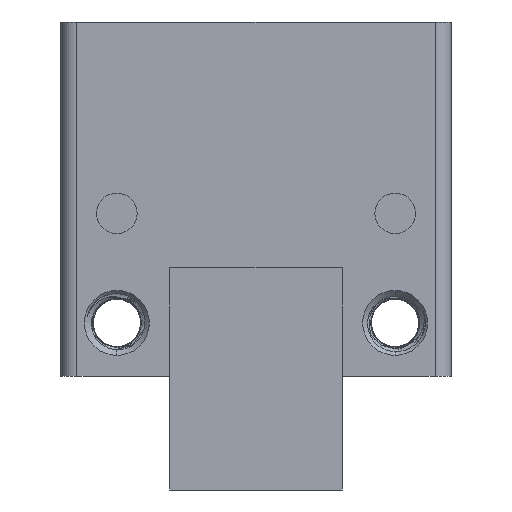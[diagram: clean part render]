
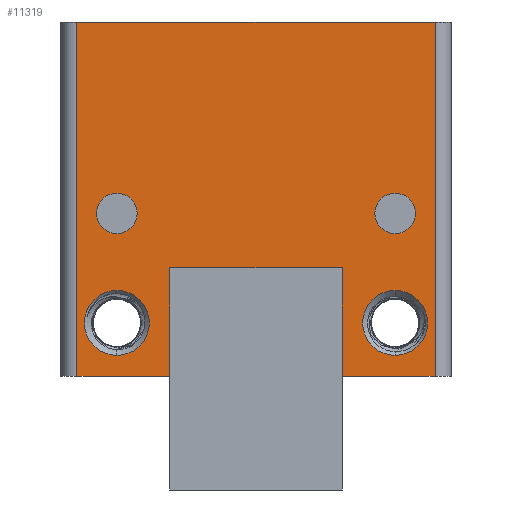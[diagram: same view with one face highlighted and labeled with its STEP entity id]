
A CAD part, front view. The second image highlights one B-rep face of the part: STEP entity #11319.
In plain terms, the highlighted planar face has unit normal (0, -1, 0).
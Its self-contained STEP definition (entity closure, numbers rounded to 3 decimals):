
#21=DIRECTION('',(-1.,0.,0.));
#22=VECTOR('',#21,2.29);
#23=CARTESIAN_POINT('',(-2.125,-1.93,-8.74));
#24=LINE('',#23,#22);
#55=DIRECTION('',(-1.,0.,0.));
#56=VECTOR('',#55,8.83);
#57=CARTESIAN_POINT('',(4.415,-1.93,0.));
#58=LINE('',#57,#56);
#59=DIRECTION('',(1.,0.,0.));
#60=VECTOR('',#59,4.25);
#61=CARTESIAN_POINT('',(-2.125,-1.93,-6.06));
#62=LINE('',#61,#60);
#63=DIRECTION('',(0.,0.,1.));
#64=VECTOR('',#63,2.68);
#65=CARTESIAN_POINT('',(-2.125,-1.93,-8.74));
#66=LINE('',#65,#64);
#67=CARTESIAN_POINT('',(3.43,-1.93,-4.72));
#68=DIRECTION('',(0.,1.,0.));
#69=DIRECTION('',(0.,0.,-1.));
#70=AXIS2_PLACEMENT_3D('',#67,#68,#69);
#72=CARTESIAN_POINT('',(3.43,-1.93,-4.72));
#73=DIRECTION('',(0.,1.,0.));
#74=DIRECTION('',(0.,0.,1.));
#75=AXIS2_PLACEMENT_3D('',#72,#73,#74);
#77=CARTESIAN_POINT('',(-3.43,-1.93,-4.72));
#78=DIRECTION('',(0.,1.,0.));
#79=DIRECTION('',(0.,0.,-1.));
#80=AXIS2_PLACEMENT_3D('',#77,#78,#79);
#82=CARTESIAN_POINT('',(-3.43,-1.93,-4.72));
#83=DIRECTION('',(0.,1.,0.));
#84=DIRECTION('',(0.,0.,1.));
#85=AXIS2_PLACEMENT_3D('',#82,#83,#84);
#87=CARTESIAN_POINT('',(3.43,-1.93,-7.42));
#88=DIRECTION('',(0.,1.,0.));
#89=DIRECTION('',(0.,0.,-1.));
#90=AXIS2_PLACEMENT_3D('',#87,#88,#89);
#92=CARTESIAN_POINT('',(3.43,-1.93,-7.42));
#93=DIRECTION('',(0.,1.,0.));
#94=DIRECTION('',(0.,0.,1.));
#95=AXIS2_PLACEMENT_3D('',#92,#93,#94);
#97=CARTESIAN_POINT('',(-3.43,-1.93,-7.42));
#98=DIRECTION('',(0.,1.,0.));
#99=DIRECTION('',(0.,0.,-1.));
#100=AXIS2_PLACEMENT_3D('',#97,#98,#99);
#102=CARTESIAN_POINT('',(-3.43,-1.93,-7.42));
#103=DIRECTION('',(0.,1.,0.));
#104=DIRECTION('',(0.,0.,1.));
#105=AXIS2_PLACEMENT_3D('',#102,#103,#104);
#2396=DIRECTION('',(0.,0.,1.));
#2397=VECTOR('',#2396,8.74);
#2398=CARTESIAN_POINT('',(-4.415,-1.93,-8.74));
#2399=LINE('',#2398,#2397);
#2605=DIRECTION('',(-1.,0.,0.));
#2606=VECTOR('',#2605,2.29);
#2607=CARTESIAN_POINT('',(4.415,-1.93,-8.74));
#2608=LINE('',#2607,#2606);
#2642=DIRECTION('',(0.,0.,-1.));
#2643=VECTOR('',#2642,8.74);
#2644=CARTESIAN_POINT('',(4.415,-1.93,0.));
#2645=LINE('',#2644,#2643);
#4691=DIRECTION('',(0.,0.,1.));
#4692=VECTOR('',#4691,2.68);
#4693=CARTESIAN_POINT('',(2.125,-1.93,-8.74));
#4694=LINE('',#4693,#4692);
#10215=CARTESIAN_POINT('',(4.415,-1.93,-8.74));
#10217=VERTEX_POINT('',#10215);
#10326=CARTESIAN_POINT('',(-4.415,-1.93,0.));
#10328=VERTEX_POINT('',#10326);
#10331=CARTESIAN_POINT('',(2.125,-1.93,-8.74));
#10332=VERTEX_POINT('',#10331);
#10376=CARTESIAN_POINT('',(-3.43,-1.93,-6.62));
#10377=CARTESIAN_POINT('',(-3.43,-1.93,-8.22));
#10378=VERTEX_POINT('',#10376);
#10379=VERTEX_POINT('',#10377);
#10463=CARTESIAN_POINT('',(4.415,-1.93,0.));
#10464=VERTEX_POINT('',#10463);
#10586=CARTESIAN_POINT('',(3.43,-1.93,-6.62));
#10587=CARTESIAN_POINT('',(3.43,-1.93,-8.22));
#10588=VERTEX_POINT('',#10586);
#10589=VERTEX_POINT('',#10587);
#10652=CARTESIAN_POINT('',(-2.125,-1.93,-6.06));
#10653=CARTESIAN_POINT('',(2.125,-1.93,-6.06));
#10654=VERTEX_POINT('',#10652);
#10655=VERTEX_POINT('',#10653);
#10849=CARTESIAN_POINT('',(-2.125,-1.93,-8.74));
#10850=VERTEX_POINT('',#10849);
#10988=CARTESIAN_POINT('',(3.43,-1.93,-5.22));
#10990=VERTEX_POINT('',#10988);
#11055=CARTESIAN_POINT('',(-4.415,-1.93,-8.74));
#11056=VERTEX_POINT('',#11055);
#11095=CARTESIAN_POINT('',(3.43,-1.93,-4.22));
#11096=VERTEX_POINT('',#11095);
#11147=CARTESIAN_POINT('',(-3.43,-1.93,-4.22));
#11148=CARTESIAN_POINT('',(-3.43,-1.93,-5.22));
#11149=VERTEX_POINT('',#11147);
#11150=VERTEX_POINT('',#11148);
#11275=CARTESIAN_POINT('',(-4.815,-1.93,0.));
#11276=DIRECTION('',(0.,1.,0.));
#11277=DIRECTION('',(0.,0.,1.));
#11278=AXIS2_PLACEMENT_3D('',#11275,#11276,#11277);
#11279=PLANE('',#11278);
#11281=ORIENTED_EDGE('',*,*,#11280,.F.);
#11283=ORIENTED_EDGE('',*,*,#11282,.T.);
#11285=ORIENTED_EDGE('',*,*,#11284,.T.);
#11287=ORIENTED_EDGE('',*,*,#11286,.T.);
#11288=ORIENTED_EDGE('',*,*,#11230,.F.);
#11289=ORIENTED_EDGE('',*,*,#11246,.F.);
#11290=ORIENTED_EDGE('',*,*,#11257,.T.);
#11292=ORIENTED_EDGE('',*,*,#11291,.T.);
#11293=EDGE_LOOP('',(#11281,#11283,#11285,#11287,#11288,#11289,#11290,#11292));
#11294=FACE_OUTER_BOUND('',#11293,.F.);
#11296=ORIENTED_EDGE('',*,*,#11295,.F.);
#11298=ORIENTED_EDGE('',*,*,#11297,.F.);
#11299=EDGE_LOOP('',(#11296,#11298));
#11300=FACE_BOUND('',#11299,.F.);
#11302=ORIENTED_EDGE('',*,*,#11301,.F.);
#11304=ORIENTED_EDGE('',*,*,#11303,.F.);
#11305=EDGE_LOOP('',(#11302,#11304));
#11306=FACE_BOUND('',#11305,.F.);
#11308=ORIENTED_EDGE('',*,*,#11307,.F.);
#11310=ORIENTED_EDGE('',*,*,#11309,.F.);
#11311=EDGE_LOOP('',(#11308,#11310));
#11312=FACE_BOUND('',#11311,.F.);
#11314=ORIENTED_EDGE('',*,*,#11313,.F.);
#11316=ORIENTED_EDGE('',*,*,#11315,.F.);
#11317=EDGE_LOOP('',(#11314,#11316));
#11318=FACE_BOUND('',#11317,.F.);
#71=CIRCLE('',#70,0.5);
#76=CIRCLE('',#75,0.5);
#81=CIRCLE('',#80,0.5);
#86=CIRCLE('',#85,0.5);
#91=CIRCLE('',#90,0.8);
#96=CIRCLE('',#95,0.8);
#101=CIRCLE('',#100,0.8);
#106=CIRCLE('',#105,0.8);
#11230=EDGE_CURVE('',#10654,#10655,#62,.T.);
#11246=EDGE_CURVE('',#10850,#10654,#66,.T.);
#11257=EDGE_CURVE('',#10850,#11056,#24,.T.);
#11280=EDGE_CURVE('',#10464,#10328,#58,.T.);
#11282=EDGE_CURVE('',#10464,#10217,#2645,.T.);
#11284=EDGE_CURVE('',#10217,#10332,#2608,.T.);
#11286=EDGE_CURVE('',#10332,#10655,#4694,.T.);
#11291=EDGE_CURVE('',#11056,#10328,#2399,.T.);
#11295=EDGE_CURVE('',#10990,#11096,#71,.T.);
#11297=EDGE_CURVE('',#11096,#10990,#76,.T.);
#11301=EDGE_CURVE('',#11150,#11149,#81,.T.);
#11303=EDGE_CURVE('',#11149,#11150,#86,.T.);
#11307=EDGE_CURVE('',#10589,#10588,#91,.T.);
#11309=EDGE_CURVE('',#10588,#10589,#96,.T.);
#11313=EDGE_CURVE('',#10379,#10378,#101,.T.);
#11315=EDGE_CURVE('',#10378,#10379,#106,.T.);
#11319=ADVANCED_FACE('',(#11294,#11300,#11306,#11312,#11318),#11279,.F.);
